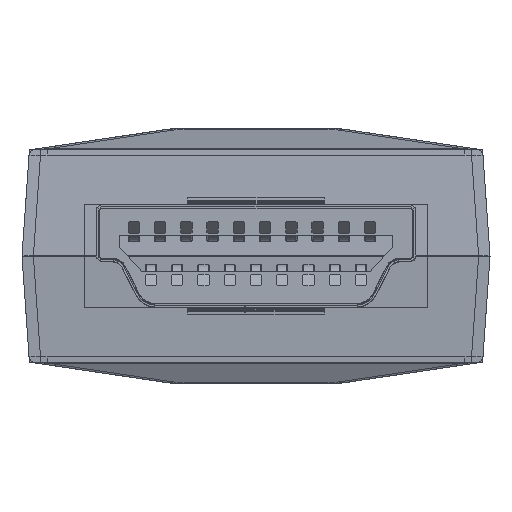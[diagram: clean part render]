
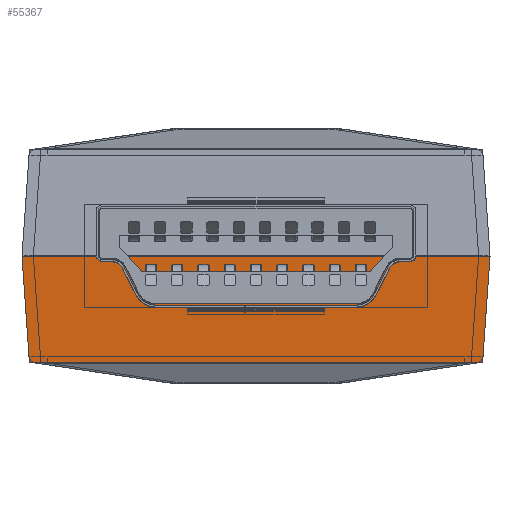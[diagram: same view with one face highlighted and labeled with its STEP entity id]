
A CAD part, front view. The second image highlights one B-rep face of the part: STEP entity #55367.
In plain terms, the highlighted face is planar.
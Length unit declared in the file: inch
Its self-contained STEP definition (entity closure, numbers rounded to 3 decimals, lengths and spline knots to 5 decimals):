
#5348 = DIRECTION ( 'NONE',  ( 0., 0.998, 0.07 ) ) ;
#9053 = DIRECTION ( 'NONE',  ( -0.07, -0.07, 0.995 ) ) ;
#9236 = EDGE_LOOP ( 'NONE', ( #53606, #12130, #38228, #28733 ) ) ;
#9623 = FACE_OUTER_BOUND ( 'NONE', #9236, .T. ) ;
#12130 = ORIENTED_EDGE ( 'NONE', *, *, #65074, .T. ) ;
#14285 = CARTESIAN_POINT ( 'NONE',  ( 0.40354, -0.01279, 0.18293 ) ) ;
#14701 = VERTEX_POINT ( 'NONE', #67609 ) ;
#15639 = PLANE ( 'NONE',  #57285 ) ;
#17253 = VECTOR ( 'NONE', #35641, 39.37008 ) ;
#19927 = DIRECTION ( 'NONE',  ( 0., -0.07, 0.998 ) ) ;
#20673 = VECTOR ( 'NONE', #40573, 39.37008 ) ;
#21751 = EDGE_CURVE ( 'NONE', #14701, #37240, #25052, .T. ) ;
#23341 = DIRECTION ( 'NONE',  ( 0.07, -0.07, 0.995 ) ) ;
#25052 = LINE ( 'NONE', #57001, #49935 ) ;
#28733 = ORIENTED_EDGE ( 'NONE', *, *, #39765, .F. ) ;
#35641 = DIRECTION ( 'NONE',  ( 1., 0., 0. ) ) ;
#37240 = VERTEX_POINT ( 'NONE', #54007 ) ;
#38228 = ORIENTED_EDGE ( 'NONE', *, *, #21751, .F. ) ;
#39327 = CARTESIAN_POINT ( 'NONE',  ( -0.40354, 0., 0. ) ) ;
#39765 = EDGE_CURVE ( 'NONE', #64953, #14701, #64237, .T. ) ;
#40573 = DIRECTION ( 'NONE',  ( 1., 0., 0. ) ) ;
#45806 = CARTESIAN_POINT ( 'NONE',  ( -0.39075, -0.01279, 0.18293 ) ) ;
#49651 = LINE ( 'NONE', #39327, #50243 ) ;
#49935 = VECTOR ( 'NONE', #9053, 39.37008 ) ;
#50243 = VECTOR ( 'NONE', #23341, 39.37008 ) ;
#51252 = CARTESIAN_POINT ( 'NONE',  ( 0.40354, 0., 0. ) ) ;
#52964 = VERTEX_POINT ( 'NONE', #45806 ) ;
#53606 = ORIENTED_EDGE ( 'NONE', *, *, #64763, .T. ) ;
#54007 = CARTESIAN_POINT ( 'NONE',  ( 0.39075, -0.01279, 0.18293 ) ) ;
#55367 = ADVANCED_FACE ( 'NONE', ( #9623 ), #15639, .T. ) ;
#57001 = CARTESIAN_POINT ( 'NONE',  ( 0.40354, 0., 0. ) ) ;
#57285 = AXIS2_PLACEMENT_3D ( 'NONE', #68597, #5348, #19927 ) ;
#62973 = LINE ( 'NONE', #14285, #17253 ) ;
#64237 = LINE ( 'NONE', #51252, #20673 ) ;
#64763 = EDGE_CURVE ( 'NONE', #64953, #52964, #49651, .T. ) ;
#64953 = VERTEX_POINT ( 'NONE', #65884 ) ;
#65074 = EDGE_CURVE ( 'NONE', #52964, #37240, #62973, .T. ) ;
#65884 = CARTESIAN_POINT ( 'NONE',  ( -0.40354, 0., 0. ) ) ;
#67609 = CARTESIAN_POINT ( 'NONE',  ( 0.40354, 0., 0. ) ) ;
#68597 = CARTESIAN_POINT ( 'NONE',  ( 0.40354, 0., 0. ) ) ;
